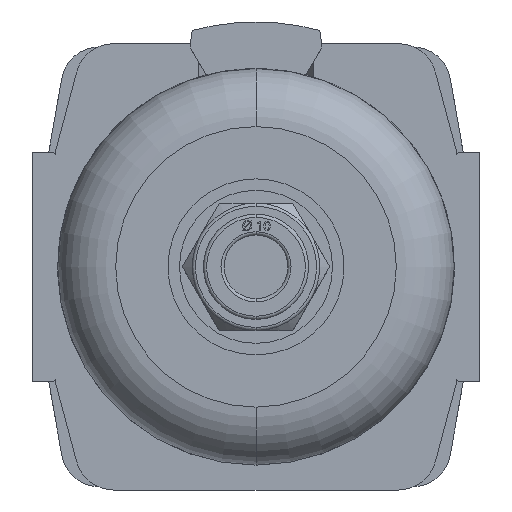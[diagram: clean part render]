
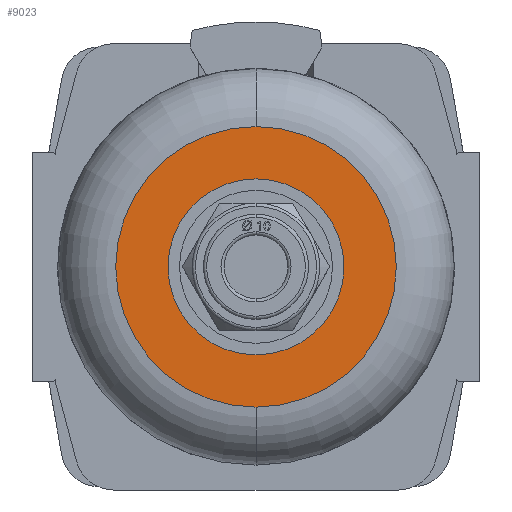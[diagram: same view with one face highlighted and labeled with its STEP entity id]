
A CAD part, front view. The second image highlights one B-rep face of the part: STEP entity #9023.
In plain terms, the highlighted planar face has unit normal (0, -1, 0).
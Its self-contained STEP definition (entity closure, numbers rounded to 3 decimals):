
#199 = DIRECTION ( 'NONE',  ( 0., 1., 0. ) ) ;
#762 = FACE_OUTER_BOUND ( 'NONE', #2769, .T. ) ;
#1622 = PLANE ( 'NONE',  #4913 ) ;
#1626 = DIRECTION ( 'NONE',  ( 0., 0., 1. ) ) ;
#1832 = CARTESIAN_POINT ( 'NONE',  ( 0., -152.7, 22. ) ) ;
#2310 = EDGE_CURVE ( 'NONE', #10089, #6587, #4368, .T. ) ;
#2426 = DIRECTION ( 'NONE',  ( 0., 1., 0. ) ) ;
#2671 = ORIENTED_EDGE ( 'NONE', *, *, #10496, .F. ) ;
#2769 = EDGE_LOOP ( 'NONE', ( #12256, #2671 ) ) ;
#3047 = CARTESIAN_POINT ( 'NONE',  ( 0., -152.7, -13.8 ) ) ;
#3591 = AXIS2_PLACEMENT_3D ( 'NONE', #6051, #8738, #6957 ) ;
#4067 = DIRECTION ( 'NONE',  ( 0., 1., 0. ) ) ;
#4368 = CIRCLE ( 'NONE', #9695, 13.8 ) ;
#4395 = DIRECTION ( 'NONE',  ( 0., 0., 1. ) ) ;
#4814 = CARTESIAN_POINT ( 'NONE',  ( 0., -152.7, 0. ) ) ;
#4913 = AXIS2_PLACEMENT_3D ( 'NONE', #7462, #2426, #9117 ) ;
#4938 = VERTEX_POINT ( 'NONE', #9413 ) ;
#5192 = DIRECTION ( 'NONE',  ( 0., 1., 0. ) ) ;
#6051 = CARTESIAN_POINT ( 'NONE',  ( 0., -152.7, 0. ) ) ;
#6076 = CARTESIAN_POINT ( 'NONE',  ( 0., -152.7, 0. ) ) ;
#6535 = EDGE_LOOP ( 'NONE', ( #7947, #11911 ) ) ;
#6587 = VERTEX_POINT ( 'NONE', #10881 ) ;
#6957 = DIRECTION ( 'NONE',  ( 0., 0., 1. ) ) ;
#7256 = AXIS2_PLACEMENT_3D ( 'NONE', #9434, #199, #4395 ) ;
#7462 = CARTESIAN_POINT ( 'NONE',  ( 13.8, -152.7, 0. ) ) ;
#7925 = AXIS2_PLACEMENT_3D ( 'NONE', #6076, #5192, #7971 ) ;
#7947 = ORIENTED_EDGE ( 'NONE', *, *, #7999, .T. ) ;
#7971 = DIRECTION ( 'NONE',  ( 0., 0., 1. ) ) ;
#7999 = EDGE_CURVE ( 'NONE', #6587, #10089, #12245, .T. ) ;
#8120 = FACE_BOUND ( 'NONE', #6535, .T. ) ;
#8738 = DIRECTION ( 'NONE',  ( 0., 1., 0. ) ) ;
#9023 = ADVANCED_FACE ( 'NONE', ( #762, #8120 ), #1622, .F. ) ;
#9117 = DIRECTION ( 'NONE',  ( 0., 0., 1. ) ) ;
#9325 = CIRCLE ( 'NONE', #7256, 22. ) ;
#9413 = CARTESIAN_POINT ( 'NONE',  ( 0., -152.7, -22. ) ) ;
#9434 = CARTESIAN_POINT ( 'NONE',  ( 0., -152.7, 0. ) ) ;
#9695 = AXIS2_PLACEMENT_3D ( 'NONE', #4814, #4067, #1626 ) ;
#9775 = CIRCLE ( 'NONE', #7925, 22. ) ;
#10089 = VERTEX_POINT ( 'NONE', #3047 ) ;
#10139 = VERTEX_POINT ( 'NONE', #1832 ) ;
#10496 = EDGE_CURVE ( 'NONE', #4938, #10139, #9325, .T. ) ;
#10881 = CARTESIAN_POINT ( 'NONE',  ( 0., -152.7, 13.8 ) ) ;
#11911 = ORIENTED_EDGE ( 'NONE', *, *, #2310, .T. ) ;
#12203 = EDGE_CURVE ( 'NONE', #10139, #4938, #9775, .T. ) ;
#12245 = CIRCLE ( 'NONE', #3591, 13.8 ) ;
#12256 = ORIENTED_EDGE ( 'NONE', *, *, #12203, .F. ) ;
